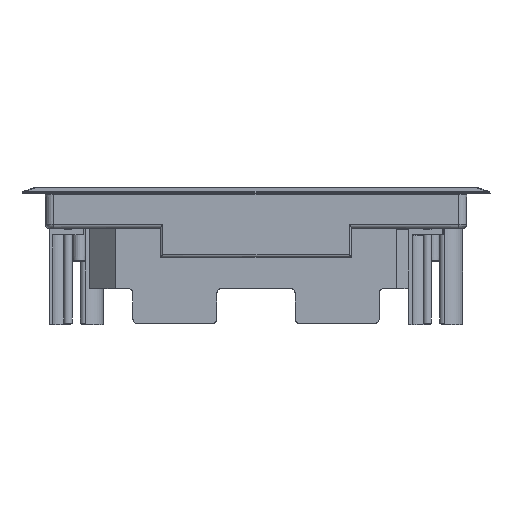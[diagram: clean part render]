
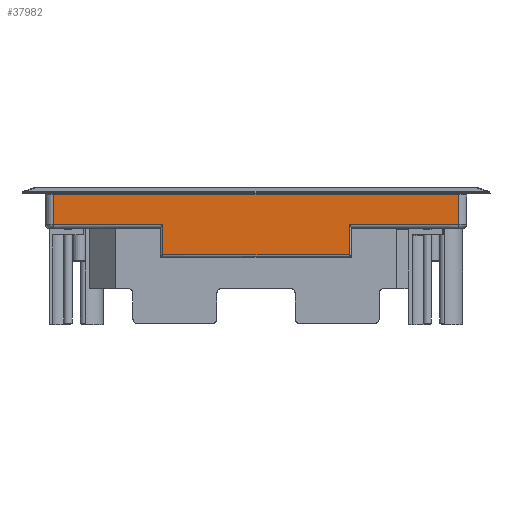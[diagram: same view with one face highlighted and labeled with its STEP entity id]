
A CAD part, front view. The second image highlights one B-rep face of the part: STEP entity #37982.
In plain terms, the highlighted planar face has unit normal (0, -1, -0.009).
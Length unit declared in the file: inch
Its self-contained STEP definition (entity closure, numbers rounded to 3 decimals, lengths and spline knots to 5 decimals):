
#788 = CARTESIAN_POINT ( 'NONE',  ( -3.77953, -3.93694, -0.12592 ) ) ;
#2810 = LINE ( 'NONE', #40799, #60029 ) ;
#3214 = CARTESIAN_POINT ( 'NONE',  ( 3.77953, -3.93202, -0.68966 ) ) ;
#3636 = PLANE ( 'NONE',  #52407 ) ;
#4094 = DIRECTION ( 'NONE',  ( 0., -1., -0.009 ) ) ;
#5670 = DIRECTION ( 'NONE',  ( 0., -0.009, 1. ) ) ;
#5851 = FACE_OUTER_BOUND ( 'NONE', #10618, .T. ) ;
#6132 = VERTEX_POINT ( 'NONE', #3214 ) ;
#6560 = LINE ( 'NONE', #49432, #47956 ) ;
#9776 = LINE ( 'NONE', #30370, #36774 ) ;
#10618 = EDGE_LOOP ( 'NONE', ( #62805, #47353, #15466, #49726, #34197, #29501, #21054, #13550 ) ) ;
#10839 = CARTESIAN_POINT ( 'NONE',  ( 1.74213, -3.93701, -0.11811 ) ) ;
#13550 = ORIENTED_EDGE ( 'NONE', *, *, #35862, .T. ) ;
#13630 = CARTESIAN_POINT ( 'NONE',  ( 3.77953, -3.93694, -0.12592 ) ) ;
#14249 = CARTESIAN_POINT ( 'NONE',  ( -1.74213, -3.92704, -1.26019 ) ) ;
#14683 = EDGE_CURVE ( 'NONE', #63858, #6132, #66293, .T. ) ;
#15119 = VERTEX_POINT ( 'NONE', #13630 ) ;
#15466 = ORIENTED_EDGE ( 'NONE', *, *, #67792, .T. ) ;
#15775 = CARTESIAN_POINT ( 'NONE',  ( -3.93701, -3.93202, -0.68966 ) ) ;
#16992 = DIRECTION ( 'NONE',  ( -1., 0., 0. ) ) ;
#17134 = VERTEX_POINT ( 'NONE', #18585 ) ;
#17629 = EDGE_CURVE ( 'NONE', #15119, #6132, #6560, .T. ) ;
#18585 = CARTESIAN_POINT ( 'NONE',  ( -3.77953, -3.93202, -0.68966 ) ) ;
#18786 = CARTESIAN_POINT ( 'NONE',  ( 1.74213, -3.92704, -1.26019 ) ) ;
#21054 = ORIENTED_EDGE ( 'NONE', *, *, #26276, .F. ) ;
#21485 = DIRECTION ( 'NONE',  ( 0., 0.009, -1. ) ) ;
#22561 = DIRECTION ( 'NONE',  ( 0., 0.009, -1. ) ) ;
#24866 = VERTEX_POINT ( 'NONE', #18786 ) ;
#25056 = VECTOR ( 'NONE', #53471, 39.37008 ) ;
#25991 = DIRECTION ( 'NONE',  ( 0., -0.009, 1. ) ) ;
#26123 = VECTOR ( 'NONE', #42493, 39.37008 ) ;
#26276 = EDGE_CURVE ( 'NONE', #17134, #27283, #55651, .T. ) ;
#27283 = VERTEX_POINT ( 'NONE', #788 ) ;
#27296 = EDGE_CURVE ( 'NONE', #15119, #27283, #62990, .T. ) ;
#29501 = ORIENTED_EDGE ( 'NONE', *, *, #27296, .T. ) ;
#30370 = CARTESIAN_POINT ( 'NONE',  ( -3.93701, -3.93202, -0.68966 ) ) ;
#33128 = CARTESIAN_POINT ( 'NONE',  ( -1.74213, -3.93202, -0.68966 ) ) ;
#34197 = ORIENTED_EDGE ( 'NONE', *, *, #17629, .F. ) ;
#35720 = CARTESIAN_POINT ( 'NONE',  ( 1.74213, -3.93202, -0.68966 ) ) ;
#35747 = DIRECTION ( 'NONE',  ( 1., 0., 0. ) ) ;
#35862 = EDGE_CURVE ( 'NONE', #17134, #36235, #9776, .T. ) ;
#36079 = VECTOR ( 'NONE', #16992, 39.37008 ) ;
#36235 = VERTEX_POINT ( 'NONE', #33128 ) ;
#36397 = CARTESIAN_POINT ( 'NONE',  ( -3.93701, -3.93701, -0.11811 ) ) ;
#36586 = CARTESIAN_POINT ( 'NONE',  ( -3.77953, -175.3832, 19645.66929 ) ) ;
#36774 = VECTOR ( 'NONE', #35747, 39.37008 ) ;
#37037 = CARTESIAN_POINT ( 'NONE',  ( -3.93701, -3.92704, -1.26019 ) ) ;
#37982 = ADVANCED_FACE ( 'NONE', ( #5851 ), #3636, .T. ) ;
#40799 = CARTESIAN_POINT ( 'NONE',  ( -1.74213, -3.93701, -0.11811 ) ) ;
#41855 = DIRECTION ( 'NONE',  ( 0., 0.009, -1. ) ) ;
#42493 = DIRECTION ( 'NONE',  ( 1., 0., 0. ) ) ;
#47353 = ORIENTED_EDGE ( 'NONE', *, *, #54473, .T. ) ;
#47956 = VECTOR ( 'NONE', #22561, 39.37008 ) ;
#49432 = CARTESIAN_POINT ( 'NONE',  ( 3.77953, -175.3832, 19645.66929 ) ) ;
#49726 = ORIENTED_EDGE ( 'NONE', *, *, #14683, .T. ) ;
#51318 = VERTEX_POINT ( 'NONE', #14249 ) ;
#52407 = AXIS2_PLACEMENT_3D ( 'NONE', #36397, #4094, #41855 ) ;
#52470 = EDGE_CURVE ( 'NONE', #36235, #51318, #2810, .T. ) ;
#53471 = DIRECTION ( 'NONE',  ( 1., 0., 0. ) ) ;
#54473 = EDGE_CURVE ( 'NONE', #51318, #24866, #69059, .T. ) ;
#55651 = LINE ( 'NONE', #36586, #68271 ) ;
#56701 = VECTOR ( 'NONE', #5670, 39.37008 ) ;
#58390 = LINE ( 'NONE', #10839, #56701 ) ;
#59397 = CARTESIAN_POINT ( 'NONE',  ( -3.93701, -3.93694, -0.12592 ) ) ;
#60029 = VECTOR ( 'NONE', #21485, 39.37008 ) ;
#62805 = ORIENTED_EDGE ( 'NONE', *, *, #52470, .T. ) ;
#62990 = LINE ( 'NONE', #59397, #36079 ) ;
#63858 = VERTEX_POINT ( 'NONE', #35720 ) ;
#66293 = LINE ( 'NONE', #15775, #25056 ) ;
#67792 = EDGE_CURVE ( 'NONE', #24866, #63858, #58390, .T. ) ;
#68271 = VECTOR ( 'NONE', #25991, 39.37008 ) ;
#69059 = LINE ( 'NONE', #37037, #26123 ) ;
